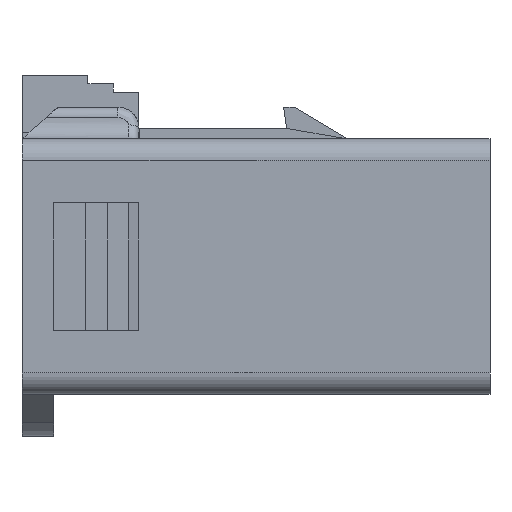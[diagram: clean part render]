
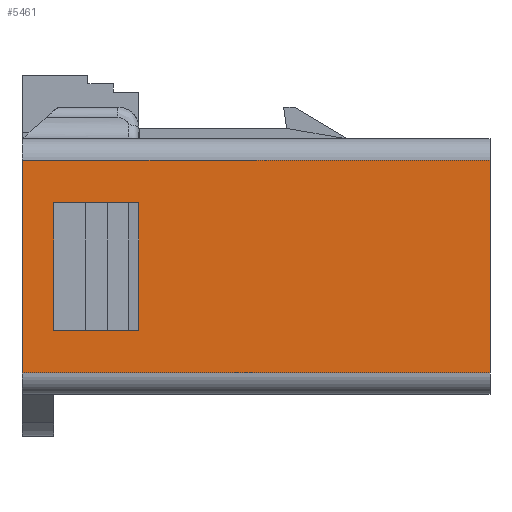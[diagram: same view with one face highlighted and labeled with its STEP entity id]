
A CAD part, front view. The second image highlights one B-rep face of the part: STEP entity #5461.
In plain terms, the highlighted planar face has unit normal (0, -1, 0).
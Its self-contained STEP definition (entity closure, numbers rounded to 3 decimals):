
#54=FACE_BOUND('',#460,.T.);
#150=FACE_OUTER_BOUND('',#459,.T.);
#459=EDGE_LOOP('',(#3660,#3661,#3662,#3663));
#460=EDGE_LOOP('',(#3664,#3665,#3666,#3667));
#835=LINE('',#7616,#1575);
#836=LINE('',#7619,#1576);
#837=LINE('',#7621,#1577);
#838=LINE('',#7622,#1578);
#839=LINE('',#7625,#1579);
#840=LINE('',#7627,#1580);
#841=LINE('',#7629,#1581);
#842=LINE('',#7630,#1582);
#1575=VECTOR('',#6194,1.);
#1576=VECTOR('',#6197,1.);
#1577=VECTOR('',#6198,1.);
#1578=VECTOR('',#6199,1.);
#1579=VECTOR('',#6200,1.);
#1580=VECTOR('',#6201,1.);
#1581=VECTOR('',#6202,1.);
#1582=VECTOR('',#6203,1.);
#2298=VERTEX_POINT('',#7609);
#2301=VERTEX_POINT('',#7614);
#2302=VERTEX_POINT('',#7618);
#2303=VERTEX_POINT('',#7620);
#2304=VERTEX_POINT('',#7623);
#2305=VERTEX_POINT('',#7624);
#2306=VERTEX_POINT('',#7626);
#2307=VERTEX_POINT('',#7628);
#2837=EDGE_CURVE('',#2301,#2298,#835,.T.);
#2838=EDGE_CURVE('',#2302,#2301,#836,.T.);
#2839=EDGE_CURVE('',#2302,#2303,#837,.T.);
#2840=EDGE_CURVE('',#2303,#2298,#838,.T.);
#2841=EDGE_CURVE('',#2304,#2305,#839,.T.);
#2842=EDGE_CURVE('',#2305,#2306,#840,.T.);
#2843=EDGE_CURVE('',#2307,#2306,#841,.T.);
#2844=EDGE_CURVE('',#2304,#2307,#842,.T.);
#3660=ORIENTED_EDGE('',*,*,#2837,.F.);
#3661=ORIENTED_EDGE('',*,*,#2838,.F.);
#3662=ORIENTED_EDGE('',*,*,#2839,.T.);
#3663=ORIENTED_EDGE('',*,*,#2840,.T.);
#3664=ORIENTED_EDGE('',*,*,#2841,.T.);
#3665=ORIENTED_EDGE('',*,*,#2842,.T.);
#3666=ORIENTED_EDGE('',*,*,#2843,.F.);
#3667=ORIENTED_EDGE('',*,*,#2844,.F.);
#5176=PLANE('',#5786);
#5461=ADVANCED_FACE('',(#150,#54),#5176,.F.);
#5786=AXIS2_PLACEMENT_3D('',#7617,#6195,#6196);
#6194=DIRECTION('',(-1.,0.,0.));
#6195=DIRECTION('center_axis',(0.,1.,0.));
#6196=DIRECTION('ref_axis',(0.,0.,-1.));
#6197=DIRECTION('',(0.,0.,-1.));
#6198=DIRECTION('',(-1.,0.,0.));
#6199=DIRECTION('',(0.,0.,-1.));
#6200=DIRECTION('',(-1.,0.,0.));
#6201=DIRECTION('',(0.,0.,1.));
#6202=DIRECTION('',(-1.,0.,0.));
#6203=DIRECTION('',(0.,0.,1.));
#7609=CARTESIAN_POINT('',(-22.,1.45,-8.2));
#7614=CARTESIAN_POINT('',(0.,1.45,-8.2));
#7616=CARTESIAN_POINT('',(-11.,1.45,-8.2));
#7617=CARTESIAN_POINT('Origin',(0.,1.45,2.8));
#7618=CARTESIAN_POINT('',(0.,1.45,1.8));
#7619=CARTESIAN_POINT('',(0.,1.45,-3.2));
#7620=CARTESIAN_POINT('',(-22.,1.45,1.8));
#7621=CARTESIAN_POINT('',(-11.,1.45,1.8));
#7622=CARTESIAN_POINT('',(-22.,1.45,-3.2));
#7623=CARTESIAN_POINT('',(-16.5,1.45,-6.2));
#7624=CARTESIAN_POINT('',(-20.5,1.45,-6.2));
#7625=CARTESIAN_POINT('',(-18.5,1.45,-6.2));
#7626=CARTESIAN_POINT('',(-20.5,1.45,-0.2));
#7627=CARTESIAN_POINT('',(-20.5,1.45,-3.2));
#7628=CARTESIAN_POINT('',(-16.5,1.45,-0.2));
#7629=CARTESIAN_POINT('',(-18.5,1.45,-0.2));
#7630=CARTESIAN_POINT('',(-16.5,1.45,-3.2));
